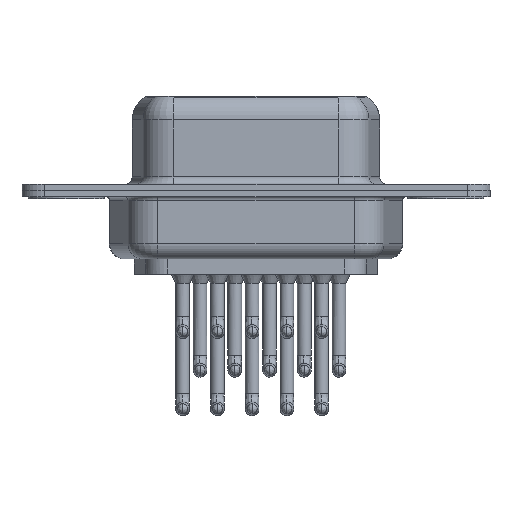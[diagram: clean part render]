
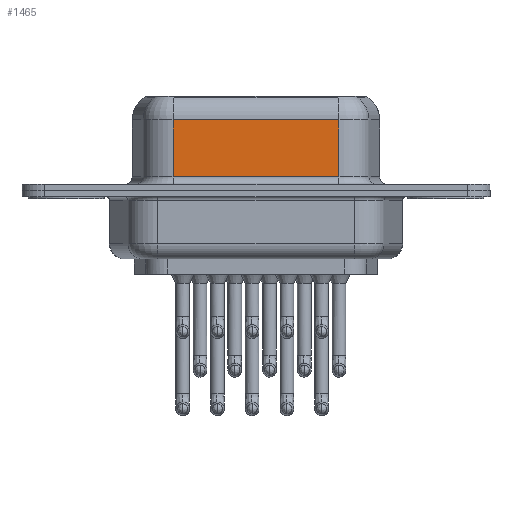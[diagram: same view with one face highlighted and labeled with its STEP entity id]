
A CAD part, front view. The second image highlights one B-rep face of the part: STEP entity #1465.
In plain terms, the highlighted planar face has unit normal (0, -1, 0).
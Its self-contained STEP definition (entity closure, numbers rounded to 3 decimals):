
#255 = ORIENTED_EDGE ( 'NONE', *, *, #7472, .T. ) ;
#260 = PLANE ( 'NONE',  #1767 ) ;
#467 = ORIENTED_EDGE ( 'NONE', *, *, #7858, .T. ) ;
#1215 = DIRECTION ( 'NONE',  ( 1., 0., 0. ) ) ;
#1465 = ADVANCED_FACE ( 'NONE', ( #11794 ), #260, .F. ) ;
#1767 = AXIS2_PLACEMENT_3D ( 'NONE', #12574, #17575, #17087 ) ;
#1903 = CARTESIAN_POINT ( 'NONE',  ( 7.038, -3.95, 0.9 ) ) ;
#2153 = VERTEX_POINT ( 'NONE', #7135 ) ;
#4758 = VECTOR ( 'NONE', #13562, 1000. ) ;
#5524 = CARTESIAN_POINT ( 'NONE',  ( 7.038, -3.95, 6.4 ) ) ;
#5684 = EDGE_CURVE ( 'NONE', #2153, #11108, #12790, .T. ) ;
#6829 = ORIENTED_EDGE ( 'NONE', *, *, #5684, .F. ) ;
#6857 = CARTESIAN_POINT ( 'NONE',  ( 17.962, -3.95, 4.65 ) ) ;
#6994 = VECTOR ( 'NONE', #16368, 1000. ) ;
#7046 = VERTEX_POINT ( 'NONE', #10927 ) ;
#7135 = CARTESIAN_POINT ( 'NONE',  ( 17.962, -3.95, 4.65 ) ) ;
#7472 = EDGE_CURVE ( 'NONE', #7046, #15614, #14640, .T. ) ;
#7858 = EDGE_CURVE ( 'NONE', #2153, #7046, #11852, .T. ) ;
#7886 = EDGE_LOOP ( 'NONE', ( #6829, #467, #255, #12854 ) ) ;
#8111 = CARTESIAN_POINT ( 'NONE',  ( 17.962, -3.95, 6.4 ) ) ;
#9321 = CARTESIAN_POINT ( 'NONE',  ( 17.962, -3.95, 0.9 ) ) ;
#10869 = LINE ( 'NONE', #9321, #14476 ) ;
#10927 = CARTESIAN_POINT ( 'NONE',  ( 7.038, -3.95, 4.65 ) ) ;
#11108 = VERTEX_POINT ( 'NONE', #16962 ) ;
#11794 = FACE_OUTER_BOUND ( 'NONE', #7886, .T. ) ;
#11852 = LINE ( 'NONE', #6857, #14625 ) ;
#12383 = EDGE_CURVE ( 'NONE', #15614, #11108, #10869, .T. ) ;
#12574 = CARTESIAN_POINT ( 'NONE',  ( 17.962, -3.95, 6.4 ) ) ;
#12790 = LINE ( 'NONE', #8111, #4758 ) ;
#12854 = ORIENTED_EDGE ( 'NONE', *, *, #12383, .T. ) ;
#13562 = DIRECTION ( 'NONE',  ( 0., 0., -1. ) ) ;
#14476 = VECTOR ( 'NONE', #1215, 1000. ) ;
#14625 = VECTOR ( 'NONE', #14985, 1000. ) ;
#14640 = LINE ( 'NONE', #5524, #6994 ) ;
#14985 = DIRECTION ( 'NONE',  ( -1., 0., 0. ) ) ;
#15614 = VERTEX_POINT ( 'NONE', #1903 ) ;
#16368 = DIRECTION ( 'NONE',  ( 0., 0., -1. ) ) ;
#16962 = CARTESIAN_POINT ( 'NONE',  ( 17.962, -3.95, 0.9 ) ) ;
#17087 = DIRECTION ( 'NONE',  ( 0., 0., 1. ) ) ;
#17575 = DIRECTION ( 'NONE',  ( 0., 1., 0. ) ) ;
